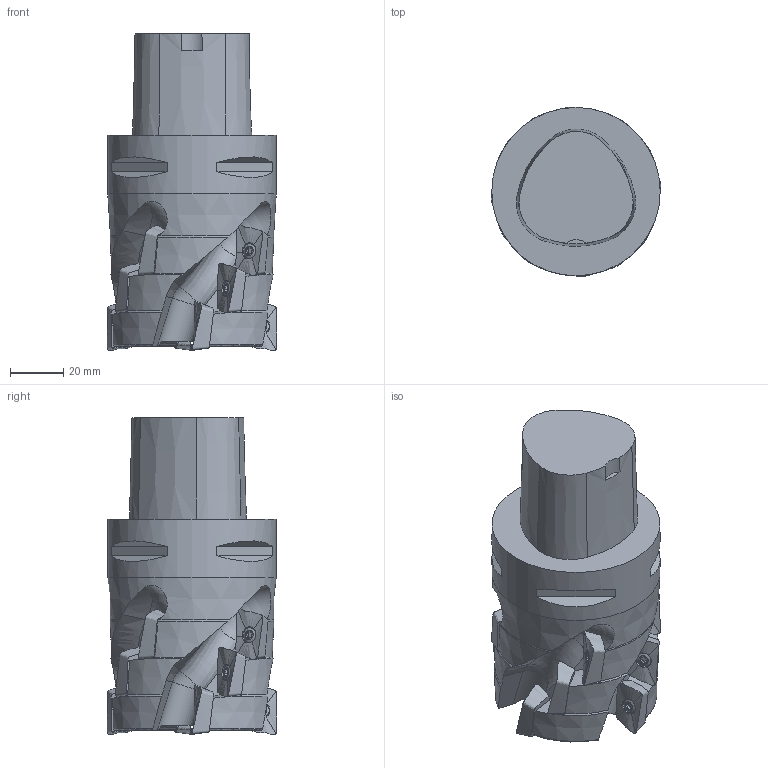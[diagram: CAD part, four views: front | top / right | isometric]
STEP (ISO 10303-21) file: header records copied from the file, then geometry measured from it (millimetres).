
FILE_DESCRIPTION(/* description */ (''),/* implementation_level */ '2;1');
FILE_NAME(/* name */ '1588839105464.stp',/* time_stamp */ '2020-05-07T13:42:24+05:00',/* author */ (''),/* organization */ ('SMS'),/* preprocessor_version */ 'ST-DEVELOPER v16.7',/* originating_system */ 'SIEMENS PLM Software NX 12.0',/* authorisation */ '');
FILE_SCHEMA (('AUTOMOTIVE_DESIGN { 1 0 10303 214 3 1 1 1 }'));
Length unit declared in the file: millimetre
Products named in the file (4): ASSEMBLY_CONSTRUCTION; 202613866mod000_01; 202976450mod000_00; 202976452mod000_00
Assembly tree (14 placements, depth 2):
  202976452mod000_00
    202976450mod000_00
    202613866mod000_01  x12
    ASSEMBLY_CONSTRUCTION
Bounding box: 63.49 x 63.49 x 118.57 mm (x, y, z)
Volume: 246869.9 mm3; surface area: 38885.6 mm2
Topology: 13 solids, 13 shells, 525 faces, 1390 edges, 961 vertices
Faces by surface type: extrusion 144, bspline 112, plane 84, cone 71, torus 64, cylinder 42, revolution 8
Full cylindrical faces by diameter (mm): 3.5 x12, 4.15 x12, 5.5 x12, 63 x1
Entity records: 33387 total; most frequent: CARTESIAN_POINT 23105, DIRECTION 2112, ORIENTED_EDGE 1972, EDGE_CURVE 986, AXIS2_PLACEMENT_3D 889, VERTEX_POINT 705, EDGE_LOOP 525, ELLIPSE 464
